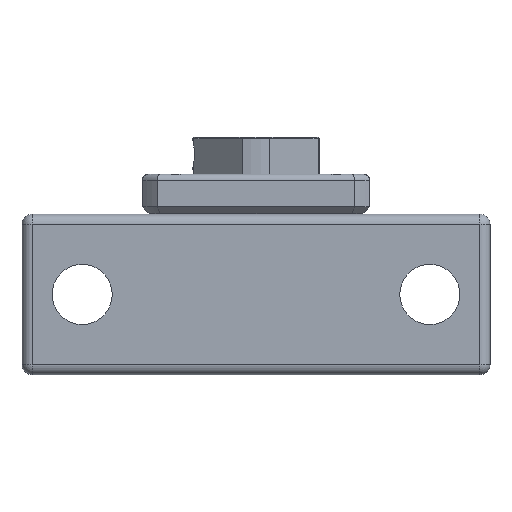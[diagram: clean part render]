
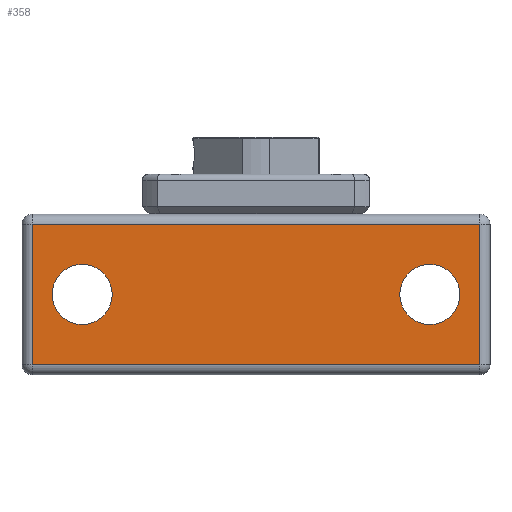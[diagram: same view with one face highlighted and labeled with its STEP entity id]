
A CAD part, front view. The second image highlights one B-rep face of the part: STEP entity #358.
In plain terms, the highlighted planar face has unit normal (0, -1, 0).
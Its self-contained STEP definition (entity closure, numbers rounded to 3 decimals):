
#234 = VERTEX_POINT ( 'NONE', #13588 ) ;
#281 = DIRECTION ( 'NONE',  ( -1., 0., 0. ) ) ;
#358 = ADVANCED_FACE ( 'NONE', ( #4444, #3710, #6807 ), #2209, .F. ) ;
#467 = DIRECTION ( 'NONE',  ( 1., 0., 0. ) ) ;
#594 = VERTEX_POINT ( 'NONE', #9629 ) ;
#597 = DIRECTION ( 'NONE',  ( 0., 1., 0. ) ) ;
#759 = VERTEX_POINT ( 'NONE', #14322 ) ;
#1128 = ORIENTED_EDGE ( 'NONE', *, *, #8775, .T. ) ;
#1361 = CIRCLE ( 'NONE', #10770, 4.5 ) ;
#1588 = CIRCLE ( 'NONE', #6509, 4.5 ) ;
#1836 = VERTEX_POINT ( 'NONE', #7822 ) ;
#1925 = VERTEX_POINT ( 'NONE', #9372 ) ;
#2095 = CARTESIAN_POINT ( 'NONE',  ( -26., -21.5, -4.5 ) ) ;
#2150 = AXIS2_PLACEMENT_3D ( 'NONE', #12630, #4571, #12683 ) ;
#2209 = PLANE ( 'NONE',  #2150 ) ;
#2228 = EDGE_LOOP ( 'NONE', ( #10483, #14588 ) ) ;
#2311 = AXIS2_PLACEMENT_3D ( 'NONE', #14167, #7262, #281 ) ;
#2388 = VECTOR ( 'NONE', #467, 1000. ) ;
#2577 = EDGE_LOOP ( 'NONE', ( #4090, #14749, #1128, #13132 ) ) ;
#2626 = VERTEX_POINT ( 'NONE', #4682 ) ;
#3154 = CIRCLE ( 'NONE', #7859, 4.5 ) ;
#3710 = FACE_BOUND ( 'NONE', #2228, .T. ) ;
#3754 = LINE ( 'NONE', #12663, #6501 ) ;
#3762 = EDGE_CURVE ( 'NONE', #8841, #234, #1588, .T. ) ;
#4090 = ORIENTED_EDGE ( 'NONE', *, *, #4426, .T. ) ;
#4184 = DIRECTION ( 'NONE',  ( 0., 1., 0. ) ) ;
#4426 = EDGE_CURVE ( 'NONE', #759, #1836, #8306, .T. ) ;
#4444 = FACE_OUTER_BOUND ( 'NONE', #2577, .T. ) ;
#4571 = DIRECTION ( 'NONE',  ( 0., 1., 0. ) ) ;
#4682 = CARTESIAN_POINT ( 'NONE',  ( 33.5, -21.5, 10.5 ) ) ;
#5596 = CARTESIAN_POINT ( 'NONE',  ( 33.5, -21.5, 12. ) ) ;
#5677 = DIRECTION ( 'NONE',  ( -1., 0., 0. ) ) ;
#5699 = DIRECTION ( 'NONE',  ( 0., 1., 0. ) ) ;
#5748 = CARTESIAN_POINT ( 'NONE',  ( 26., -21.5, -4.5 ) ) ;
#6275 = CARTESIAN_POINT ( 'NONE',  ( 35., -21.5, -10.5 ) ) ;
#6501 = VECTOR ( 'NONE', #5677, 1000. ) ;
#6509 = AXIS2_PLACEMENT_3D ( 'NONE', #7587, #597, #8761 ) ;
#6807 = FACE_BOUND ( 'NONE', #14610, .T. ) ;
#6971 = EDGE_CURVE ( 'NONE', #1836, #1925, #8245, .T. ) ;
#7262 = DIRECTION ( 'NONE',  ( 0., 1., 0. ) ) ;
#7587 = CARTESIAN_POINT ( 'NONE',  ( 26., -21.5, 0. ) ) ;
#7798 = ORIENTED_EDGE ( 'NONE', *, *, #14728, .T. ) ;
#7822 = CARTESIAN_POINT ( 'NONE',  ( -33.5, -21.5, -10.5 ) ) ;
#7852 = DIRECTION ( 'NONE',  ( 0., 0., 1. ) ) ;
#7859 = AXIS2_PLACEMENT_3D ( 'NONE', #11153, #4184, #12293 ) ;
#8002 = CARTESIAN_POINT ( 'NONE',  ( -33.5, -21.5, 12. ) ) ;
#8245 = LINE ( 'NONE', #6275, #2388 ) ;
#8306 = LINE ( 'NONE', #8002, #14434 ) ;
#8761 = DIRECTION ( 'NONE',  ( -1., 0., 0. ) ) ;
#8775 = EDGE_CURVE ( 'NONE', #1925, #2626, #13773, .T. ) ;
#8841 = VERTEX_POINT ( 'NONE', #5748 ) ;
#9372 = CARTESIAN_POINT ( 'NONE',  ( 33.5, -21.5, -10.5 ) ) ;
#9629 = CARTESIAN_POINT ( 'NONE',  ( -26., -21.5, 4.5 ) ) ;
#9732 = EDGE_CURVE ( 'NONE', #2626, #759, #3754, .T. ) ;
#10483 = ORIENTED_EDGE ( 'NONE', *, *, #13003, .T. ) ;
#10770 = AXIS2_PLACEMENT_3D ( 'NONE', #12632, #5699, #13785 ) ;
#11109 = VECTOR ( 'NONE', #7852, 1000. ) ;
#11153 = CARTESIAN_POINT ( 'NONE',  ( -26., -21.5, 0. ) ) ;
#11873 = CIRCLE ( 'NONE', #2311, 4.5 ) ;
#12031 = ORIENTED_EDGE ( 'NONE', *, *, #3762, .T. ) ;
#12293 = DIRECTION ( 'NONE',  ( -1., 0., 0. ) ) ;
#12630 = CARTESIAN_POINT ( 'NONE',  ( 35., -21.5, 12. ) ) ;
#12632 = CARTESIAN_POINT ( 'NONE',  ( -26., -21.5, 0. ) ) ;
#12663 = CARTESIAN_POINT ( 'NONE',  ( 35., -21.5, 10.5 ) ) ;
#12683 = DIRECTION ( 'NONE',  ( -1., 0., 0. ) ) ;
#13003 = EDGE_CURVE ( 'NONE', #594, #14381, #1361, .T. ) ;
#13132 = ORIENTED_EDGE ( 'NONE', *, *, #9732, .T. ) ;
#13548 = EDGE_CURVE ( 'NONE', #14381, #594, #3154, .T. ) ;
#13588 = CARTESIAN_POINT ( 'NONE',  ( 26., -21.5, 4.5 ) ) ;
#13773 = LINE ( 'NONE', #5596, #11109 ) ;
#13785 = DIRECTION ( 'NONE',  ( -1., 0., 0. ) ) ;
#14167 = CARTESIAN_POINT ( 'NONE',  ( 26., -21.5, 0. ) ) ;
#14322 = CARTESIAN_POINT ( 'NONE',  ( -33.5, -21.5, 10.5 ) ) ;
#14381 = VERTEX_POINT ( 'NONE', #2095 ) ;
#14434 = VECTOR ( 'NONE', #14871, 1000. ) ;
#14588 = ORIENTED_EDGE ( 'NONE', *, *, #13548, .T. ) ;
#14610 = EDGE_LOOP ( 'NONE', ( #7798, #12031 ) ) ;
#14728 = EDGE_CURVE ( 'NONE', #234, #8841, #11873, .T. ) ;
#14749 = ORIENTED_EDGE ( 'NONE', *, *, #6971, .T. ) ;
#14871 = DIRECTION ( 'NONE',  ( 0., 0., -1. ) ) ;
